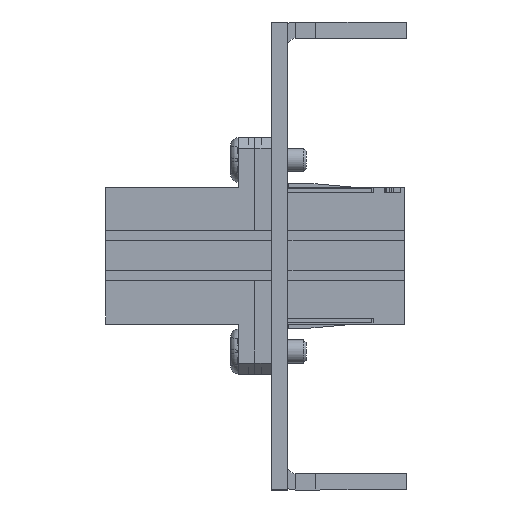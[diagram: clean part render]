
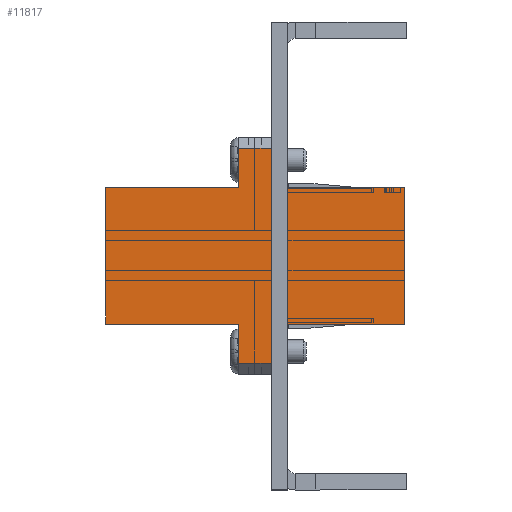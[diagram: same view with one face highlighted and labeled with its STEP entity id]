
A CAD part, left-side view. The second image highlights one B-rep face of the part: STEP entity #11817.
In plain terms, the highlighted planar face has unit normal (-1, 0, 0).
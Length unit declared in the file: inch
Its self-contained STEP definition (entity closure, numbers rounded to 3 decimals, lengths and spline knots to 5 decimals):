
#7 = LINE ( 'NONE', #37352, #15430 ) ;
#23 = EDGE_CURVE ( 'NONE', #23034, #185, #8810, .T. ) ;
#185 = VERTEX_POINT ( 'NONE', #29805 ) ;
#235 = ORIENTED_EDGE ( 'NONE', *, *, #23, .F. ) ;
#528 = EDGE_CURVE ( 'NONE', #19712, #17820, #13947, .T. ) ;
#1235 = ORIENTED_EDGE ( 'NONE', *, *, #31706, .F. ) ;
#1829 = EDGE_CURVE ( 'NONE', #17820, #4607, #27159, .T. ) ;
#2369 = CARTESIAN_POINT ( 'NONE',  ( -0.1825, -0.06, -0.2525 ) ) ;
#2435 = DIRECTION ( 'NONE',  ( 0., 0., -1. ) ) ;
#2634 = LINE ( 'NONE', #41474, #27747 ) ;
#4607 = VERTEX_POINT ( 'NONE', #25470 ) ;
#4654 = CARTESIAN_POINT ( 'NONE',  ( -0.1825, 0.06, 0.2525 ) ) ;
#4878 = ORIENTED_EDGE ( 'NONE', *, *, #22525, .T. ) ;
#5371 = VERTEX_POINT ( 'NONE', #11085 ) ;
#5494 = CARTESIAN_POINT ( 'NONE',  ( -0.1825, -0.552, -0.2525 ) ) ;
#6134 = VECTOR ( 'NONE', #36718, 39.37008 ) ;
#7160 = LINE ( 'NONE', #39883, #6134 ) ;
#7538 = CARTESIAN_POINT ( 'NONE',  ( -0.1825, -0.552, 0.2525 ) ) ;
#7603 = CARTESIAN_POINT ( 'NONE',  ( -0.1825, -0.06, 0.4375 ) ) ;
#7776 = EDGE_CURVE ( 'NONE', #16571, #5371, #12441, .T. ) ;
#7794 = VECTOR ( 'NONE', #12497, 39.37008 ) ;
#8292 = DIRECTION ( 'NONE',  ( 0., 0., 1. ) ) ;
#8457 = ORIENTED_EDGE ( 'NONE', *, *, #528, .T. ) ;
#8810 = LINE ( 'NONE', #14256, #7794 ) ;
#9902 = EDGE_CURVE ( 'NONE', #5371, #23034, #7160, .T. ) ;
#10839 = VECTOR ( 'NONE', #13445, 39.37008 ) ;
#10901 = DIRECTION ( 'NONE',  ( 0., 1., 0. ) ) ;
#11085 = CARTESIAN_POINT ( 'NONE',  ( -0.1825, 0.552, 0.2525 ) ) ;
#11510 = ORIENTED_EDGE ( 'NONE', *, *, #34964, .T. ) ;
#11627 = CARTESIAN_POINT ( 'NONE',  ( -0.1825, 0.06, -0.3975 ) ) ;
#11817 = ADVANCED_FACE ( 'NONE', ( #11998 ), #15502, .F. ) ;
#11998 = FACE_OUTER_BOUND ( 'NONE', #38706, .T. ) ;
#12096 = DIRECTION ( 'NONE',  ( 0., 0., 1. ) ) ;
#12441 = LINE ( 'NONE', #21579, #21145 ) ;
#12497 = DIRECTION ( 'NONE',  ( 0., 0., 1. ) ) ;
#13445 = DIRECTION ( 'NONE',  ( 0., -1., 0. ) ) ;
#13947 = LINE ( 'NONE', #7538, #39031 ) ;
#14256 = CARTESIAN_POINT ( 'NONE',  ( -0.1825, 0.06, 0.4375 ) ) ;
#15019 = AXIS2_PLACEMENT_3D ( 'NONE', #18793, #22098, #2435 ) ;
#15210 = LINE ( 'NONE', #16068, #40335 ) ;
#15271 = EDGE_CURVE ( 'NONE', #38976, #42296, #7, .T. ) ;
#15430 = VECTOR ( 'NONE', #27586, 39.37008 ) ;
#15502 = PLANE ( 'NONE',  #15019 ) ;
#15807 = CARTESIAN_POINT ( 'NONE',  ( -0.1825, 0.552, -0.2525 ) ) ;
#16068 = CARTESIAN_POINT ( 'NONE',  ( -0.1825, -0.552, -0.2525 ) ) ;
#16571 = VERTEX_POINT ( 'NONE', #34099 ) ;
#17414 = LINE ( 'NONE', #33814, #27150 ) ;
#17820 = VERTEX_POINT ( 'NONE', #30596 ) ;
#18793 = CARTESIAN_POINT ( 'NONE',  ( -0.1825, 0.06, 0.4375 ) ) ;
#19370 = DIRECTION ( 'NONE',  ( 0., 0., 1. ) ) ;
#19482 = VECTOR ( 'NONE', #8292, 39.37008 ) ;
#19666 = LINE ( 'NONE', #15807, #37098 ) ;
#19712 = VERTEX_POINT ( 'NONE', #40250 ) ;
#19767 = ORIENTED_EDGE ( 'NONE', *, *, #9902, .F. ) ;
#20052 = CARTESIAN_POINT ( 'NONE',  ( -0.1825, 0.06, -0.3975 ) ) ;
#21145 = VECTOR ( 'NONE', #37906, 39.37008 ) ;
#21579 = CARTESIAN_POINT ( 'NONE',  ( -0.1825, 0.552, -0.2525 ) ) ;
#21825 = ORIENTED_EDGE ( 'NONE', *, *, #7776, .F. ) ;
#22098 = DIRECTION ( 'NONE',  ( 1., 0., 0. ) ) ;
#22525 = EDGE_CURVE ( 'NONE', #4607, #185, #17414, .T. ) ;
#23034 = VERTEX_POINT ( 'NONE', #4654 ) ;
#24700 = CARTESIAN_POINT ( 'NONE',  ( -0.1825, -0.552, -0.2525 ) ) ;
#25470 = CARTESIAN_POINT ( 'NONE',  ( -0.1825, -0.06, 0.3975 ) ) ;
#25685 = DIRECTION ( 'NONE',  ( 0., -1., 0. ) ) ;
#26602 = CARTESIAN_POINT ( 'NONE',  ( -0.1825, -0.06, -0.3975 ) ) ;
#27150 = VECTOR ( 'NONE', #10901, 39.37008 ) ;
#27159 = LINE ( 'NONE', #7603, #19482 ) ;
#27586 = DIRECTION ( 'NONE',  ( 0., 0., 1. ) ) ;
#27747 = VECTOR ( 'NONE', #12096, 39.37008 ) ;
#27918 = ORIENTED_EDGE ( 'NONE', *, *, #1829, .T. ) ;
#28426 = CARTESIAN_POINT ( 'NONE',  ( -0.1825, 0.06, -0.2525 ) ) ;
#29180 = VERTEX_POINT ( 'NONE', #5494 ) ;
#29248 = LINE ( 'NONE', #20052, #10839 ) ;
#29435 = ORIENTED_EDGE ( 'NONE', *, *, #38090, .T. ) ;
#29805 = CARTESIAN_POINT ( 'NONE',  ( -0.1825, 0.06, 0.3975 ) ) ;
#30596 = CARTESIAN_POINT ( 'NONE',  ( -0.1825, -0.06, 0.2525 ) ) ;
#31217 = VERTEX_POINT ( 'NONE', #28426 ) ;
#31706 = EDGE_CURVE ( 'NONE', #29180, #42296, #33568, .T. ) ;
#33568 = LINE ( 'NONE', #24700, #34584 ) ;
#33619 = ORIENTED_EDGE ( 'NONE', *, *, #40061, .T. ) ;
#33814 = CARTESIAN_POINT ( 'NONE',  ( -0.1825, 0.06, 0.3975 ) ) ;
#34099 = CARTESIAN_POINT ( 'NONE',  ( -0.1825, 0.552, -0.2525 ) ) ;
#34584 = VECTOR ( 'NONE', #37568, 39.37008 ) ;
#34964 = EDGE_CURVE ( 'NONE', #40427, #38976, #29248, .T. ) ;
#35556 = DIRECTION ( 'NONE',  ( 0., 1., 0. ) ) ;
#35667 = ORIENTED_EDGE ( 'NONE', *, *, #41609, .F. ) ;
#36718 = DIRECTION ( 'NONE',  ( 0., -1., 0. ) ) ;
#37098 = VECTOR ( 'NONE', #25685, 39.37008 ) ;
#37352 = CARTESIAN_POINT ( 'NONE',  ( -0.1825, -0.06, 0.4375 ) ) ;
#37568 = DIRECTION ( 'NONE',  ( 0., 1., 0. ) ) ;
#37906 = DIRECTION ( 'NONE',  ( 0., 0., 1. ) ) ;
#38090 = EDGE_CURVE ( 'NONE', #29180, #19712, #15210, .T. ) ;
#38706 = EDGE_LOOP ( 'NONE', ( #11510, #41775, #1235, #29435, #8457, #27918, #4878, #235, #19767, #21825, #33619, #35667 ) ) ;
#38976 = VERTEX_POINT ( 'NONE', #26602 ) ;
#39031 = VECTOR ( 'NONE', #35556, 39.37008 ) ;
#39883 = CARTESIAN_POINT ( 'NONE',  ( -0.1825, 0.552, 0.2525 ) ) ;
#40061 = EDGE_CURVE ( 'NONE', #16571, #31217, #19666, .T. ) ;
#40250 = CARTESIAN_POINT ( 'NONE',  ( -0.1825, -0.552, 0.2525 ) ) ;
#40335 = VECTOR ( 'NONE', #19370, 39.37008 ) ;
#40427 = VERTEX_POINT ( 'NONE', #11627 ) ;
#41474 = CARTESIAN_POINT ( 'NONE',  ( -0.1825, 0.06, 0.4375 ) ) ;
#41609 = EDGE_CURVE ( 'NONE', #40427, #31217, #2634, .T. ) ;
#41775 = ORIENTED_EDGE ( 'NONE', *, *, #15271, .T. ) ;
#42296 = VERTEX_POINT ( 'NONE', #2369 ) ;
